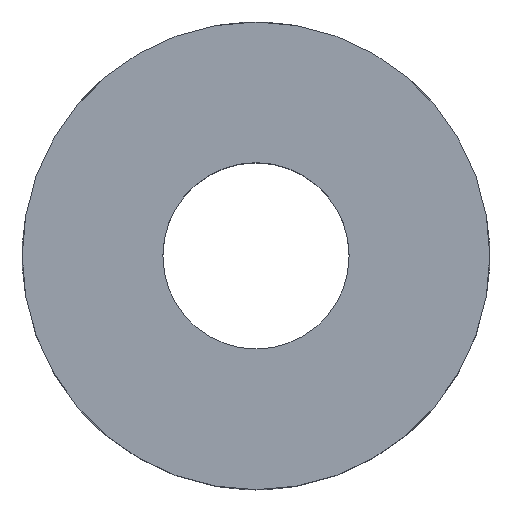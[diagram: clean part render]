
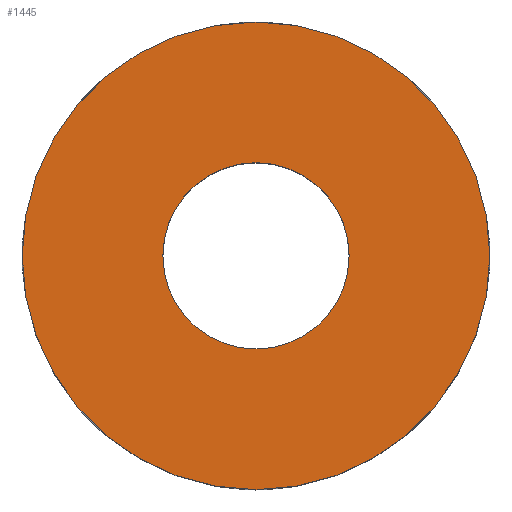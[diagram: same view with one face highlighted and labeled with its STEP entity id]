
A CAD part, top view. The second image highlights one B-rep face of the part: STEP entity #1445.
In plain terms, the highlighted planar face has unit normal (0, 0, 1).
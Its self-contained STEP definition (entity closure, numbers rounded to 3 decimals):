
#22 = VERTEX_POINT('',#23);
#23 = CARTESIAN_POINT('',(4180.,0.,1570.));
#32 = CYLINDRICAL_SURFACE('',#33,4180.);
#33 = AXIS2_PLACEMENT_3D('',#34,#35,#36);
#34 = CARTESIAN_POINT('',(0.,0.,1570.));
#35 = DIRECTION('',(-0.,-0.,-1.));
#36 = DIRECTION('',(1.,0.,0.));
#51 = EDGE_CURVE('',#22,#22,#52,.T.);
#52 = SURFACE_CURVE('',#53,(#58,#65),.PCURVE_S1.);
#53 = CIRCLE('',#54,4180.);
#54 = AXIS2_PLACEMENT_3D('',#55,#56,#57);
#55 = CARTESIAN_POINT('',(0.,0.,1570.));
#56 = DIRECTION('',(0.,0.,1.));
#57 = DIRECTION('',(1.,0.,-0.));
#58 = PCURVE('',#32,#59);
#59 = DEFINITIONAL_REPRESENTATION('',(#60),#64);
#60 = LINE('',#61,#62);
#61 = CARTESIAN_POINT('',(-0.,0.));
#62 = VECTOR('',#63,1.);
#63 = DIRECTION('',(-1.,0.));
#64 = ( GEOMETRIC_REPRESENTATION_CONTEXT(2) 
PARAMETRIC_REPRESENTATION_CONTEXT() REPRESENTATION_CONTEXT('2D SPACE',''
  ) );
#65 = PCURVE('',#66,#71);
#66 = PLANE('',#67);
#67 = AXIS2_PLACEMENT_3D('',#68,#69,#70);
#68 = CARTESIAN_POINT('',(0.,0.,1570.));
#69 = DIRECTION('',(0.,0.,1.));
#70 = DIRECTION('',(1.,0.,-0.));
#71 = DEFINITIONAL_REPRESENTATION('',(#72),#76);
#72 = CIRCLE('',#73,4180.);
#73 = AXIS2_PLACEMENT_2D('',#74,#75);
#74 = CARTESIAN_POINT('',(0.,0.));
#75 = DIRECTION('',(1.,-0.));
#76 = ( GEOMETRIC_REPRESENTATION_CONTEXT(2) 
PARAMETRIC_REPRESENTATION_CONTEXT() REPRESENTATION_CONTEXT('2D SPACE',''
  ) );
#1407 = CYLINDRICAL_SURFACE('',#1408,1665.);
#1408 = AXIS2_PLACEMENT_3D('',#1409,#1410,#1411);
#1409 = CARTESIAN_POINT('',(0.,0.,-1570.));
#1410 = DIRECTION('',(0.,0.,1.));
#1411 = DIRECTION('',(1.,0.,-0.));
#1445 = ADVANCED_FACE('',(#1446,#1472),#66,.T.);
#1446 = FACE_BOUND('',#1447,.F.);
#1447 = EDGE_LOOP('',(#1448));
#1448 = ORIENTED_EDGE('',*,*,#1449,.T.);
#1449 = EDGE_CURVE('',#1450,#1450,#1452,.T.);
#1450 = VERTEX_POINT('',#1451);
#1451 = CARTESIAN_POINT('',(1665.,0.,1570.));
#1452 = SURFACE_CURVE('',#1453,(#1458,#1465),.PCURVE_S1.);
#1453 = CIRCLE('',#1454,1665.);
#1454 = AXIS2_PLACEMENT_3D('',#1455,#1456,#1457);
#1455 = CARTESIAN_POINT('',(0.,0.,1570.));
#1456 = DIRECTION('',(0.,0.,1.));
#1457 = DIRECTION('',(1.,0.,-0.));
#1458 = PCURVE('',#66,#1459);
#1459 = DEFINITIONAL_REPRESENTATION('',(#1460),#1464);
#1460 = CIRCLE('',#1461,1665.);
#1461 = AXIS2_PLACEMENT_2D('',#1462,#1463);
#1462 = CARTESIAN_POINT('',(0.,0.));
#1463 = DIRECTION('',(1.,-0.));
#1464 = ( GEOMETRIC_REPRESENTATION_CONTEXT(2) 
PARAMETRIC_REPRESENTATION_CONTEXT() REPRESENTATION_CONTEXT('2D SPACE',''
  ) );
#1465 = PCURVE('',#1407,#1466);
#1466 = DEFINITIONAL_REPRESENTATION('',(#1467),#1471);
#1467 = LINE('',#1468,#1469);
#1468 = CARTESIAN_POINT('',(0.,3140.));
#1469 = VECTOR('',#1470,1.);
#1470 = DIRECTION('',(1.,0.));
#1471 = ( GEOMETRIC_REPRESENTATION_CONTEXT(2) 
PARAMETRIC_REPRESENTATION_CONTEXT() REPRESENTATION_CONTEXT('2D SPACE',''
  ) );
#1472 = FACE_BOUND('',#1473,.F.);
#1473 = EDGE_LOOP('',(#1474));
#1474 = ORIENTED_EDGE('',*,*,#51,.F.);
